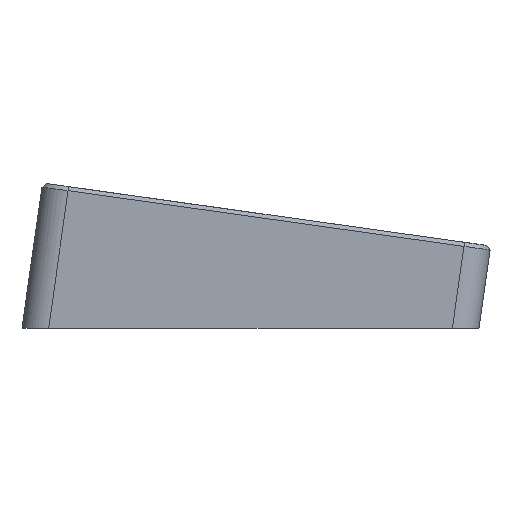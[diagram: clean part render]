
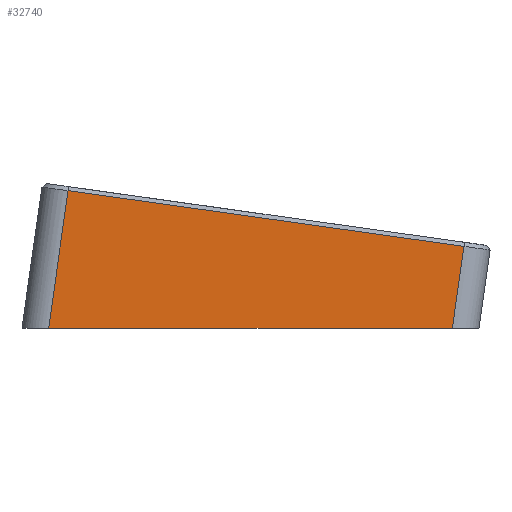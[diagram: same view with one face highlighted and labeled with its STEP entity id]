
A CAD part, left-side view. The second image highlights one B-rep face of the part: STEP entity #32740.
In plain terms, the highlighted planar face has unit normal (-1, 0, 0).
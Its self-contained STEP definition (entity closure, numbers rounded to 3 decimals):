
#2712=FACE_OUTER_BOUND('',#4420,.T.);
#4420=EDGE_LOOP('',(#21726,#21727,#21728,#21729));
#6257=LINE('',#48103,#9682);
#6263=LINE('',#48124,#9688);
#6288=LINE('',#48214,#9713);
#6289=LINE('',#48217,#9714);
#9682=VECTOR('',#37874,10.);
#9688=VECTOR('',#37898,6.5);
#9713=VECTOR('',#37975,10.);
#9714=VECTOR('',#37980,10.);
#13104=VERTEX_POINT('',#48093);
#13106=VERTEX_POINT('',#48099);
#13113=VERTEX_POINT('',#48122);
#13152=VERTEX_POINT('',#48213);
#16520=EDGE_CURVE('',#13104,#13106,#6257,.T.);
#16531=EDGE_CURVE('',#13113,#13104,#6263,.T.);
#16575=EDGE_CURVE('',#13152,#13106,#6288,.T.);
#16577=EDGE_CURVE('',#13113,#13152,#6289,.T.);
#21726=ORIENTED_EDGE('',*,*,#16520,.F.);
#21727=ORIENTED_EDGE('',*,*,#16531,.F.);
#21728=ORIENTED_EDGE('',*,*,#16577,.T.);
#21729=ORIENTED_EDGE('',*,*,#16575,.T.);
#31873=PLANE('',#34488);
#32740=ADVANCED_FACE('',(#2712),#31873,.T.);
#34488=AXIS2_PLACEMENT_3D('',#48216,#37978,#37979);
#37874=DIRECTION('',(0.,-0.99,-0.139));
#37898=DIRECTION('',(0.,-0.139,0.99));
#37975=DIRECTION('',(0.,-0.139,0.99));
#37978=DIRECTION('center_axis',(-1.,0.,0.));
#37979=DIRECTION('ref_axis',(0.,-0.99,-0.139));
#37980=DIRECTION('',(0.,-1.,0.));
#48093=CARTESIAN_POINT('',(-120.013,35.411,20.184));
#48099=CARTESIAN_POINT('',(-120.013,-62.069,6.484));
#48103=CARTESIAN_POINT('',(-120.013,11.041,16.759));
#48122=CARTESIAN_POINT('',(-120.013,40.178,-13.733));
#48124=CARTESIAN_POINT('',(-120.013,37.081,8.301));
#48213=CARTESIAN_POINT('',(-120.013,-59.228,-13.733));
#48214=CARTESIAN_POINT('',(-120.013,-60.399,-5.399));
#48216=CARTESIAN_POINT('Origin',(-120.013,37.081,8.301));
#48217=CARTESIAN_POINT('',(-120.013,-14.363,-13.733));
